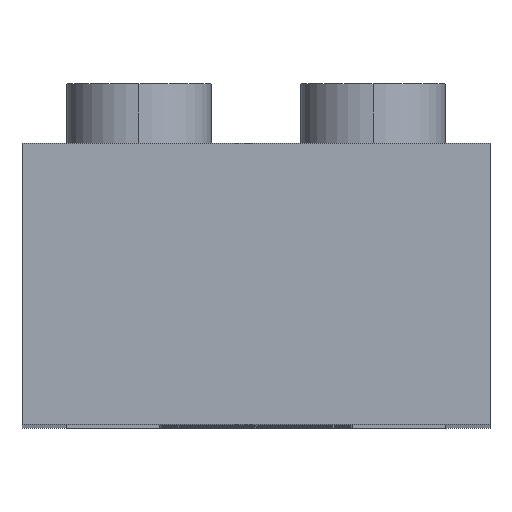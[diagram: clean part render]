
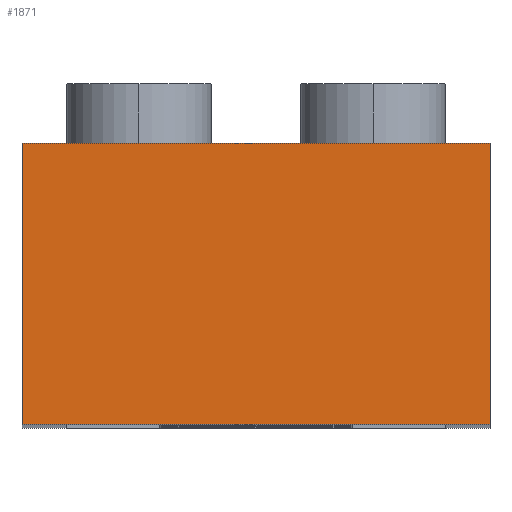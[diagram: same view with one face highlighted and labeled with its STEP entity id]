
A CAD part, top view. The second image highlights one B-rep face of the part: STEP entity #1871.
In plain terms, the highlighted planar face has unit normal (0, 0, 1).
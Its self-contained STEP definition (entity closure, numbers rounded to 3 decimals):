
#46 = EDGE_CURVE ( 'NONE', #86, #1057, #1396, .T. ) ;
#81 = LINE ( 'NONE', #249, #2151 ) ;
#86 = VERTEX_POINT ( 'NONE', #1614 ) ;
#112 = DIRECTION ( 'NONE',  ( -1., 0., 0. ) ) ;
#212 = VECTOR ( 'NONE', #1168, 1000. ) ;
#249 = CARTESIAN_POINT ( 'NONE',  ( 15.8, 4.75, 0. ) ) ;
#320 = CARTESIAN_POINT ( 'NONE',  ( 15.8, -4.75, 0. ) ) ;
#370 = ORIENTED_EDGE ( 'NONE', *, *, #2813, .T. ) ;
#665 = DIRECTION ( 'NONE',  ( 1., 0., 0. ) ) ;
#676 = CARTESIAN_POINT ( 'NONE',  ( 15.8, 4.75, 0. ) ) ;
#756 = EDGE_CURVE ( 'NONE', #86, #780, #2086, .T. ) ;
#768 = ORIENTED_EDGE ( 'NONE', *, *, #46, .T. ) ;
#780 = VERTEX_POINT ( 'NONE', #676 ) ;
#890 = LINE ( 'NONE', #2088, #1979 ) ;
#909 = ORIENTED_EDGE ( 'NONE', *, *, #756, .F. ) ;
#916 = EDGE_LOOP ( 'NONE', ( #370, #1770, #909, #768 ) ) ;
#1057 = VERTEX_POINT ( 'NONE', #1814 ) ;
#1168 = DIRECTION ( 'NONE',  ( 1., 0., 0. ) ) ;
#1275 = PLANE ( 'NONE',  #1321 ) ;
#1305 = CARTESIAN_POINT ( 'NONE',  ( 15.8, 4.75, 0. ) ) ;
#1321 = AXIS2_PLACEMENT_3D ( 'NONE', #1305, #1797, #112 ) ;
#1396 = LINE ( 'NONE', #1643, #1854 ) ;
#1477 = EDGE_CURVE ( 'NONE', #780, #2269, #81, .T. ) ;
#1603 = CARTESIAN_POINT ( 'NONE',  ( 15.8, 4.75, 0. ) ) ;
#1614 = CARTESIAN_POINT ( 'NONE',  ( 0., 4.75, 0. ) ) ;
#1643 = CARTESIAN_POINT ( 'NONE',  ( 0., 4.75, 0. ) ) ;
#1770 = ORIENTED_EDGE ( 'NONE', *, *, #1477, .F. ) ;
#1797 = DIRECTION ( 'NONE',  ( 0., 0., -1. ) ) ;
#1813 = DIRECTION ( 'NONE',  ( 0., -1., 0. ) ) ;
#1814 = CARTESIAN_POINT ( 'NONE',  ( 0., -4.75, 0. ) ) ;
#1854 = VECTOR ( 'NONE', #1813, 1000. ) ;
#1871 = ADVANCED_FACE ( 'NONE', ( #2751 ), #1275, .F. ) ;
#1979 = VECTOR ( 'NONE', #665, 1000. ) ;
#2086 = LINE ( 'NONE', #1603, #212 ) ;
#2088 = CARTESIAN_POINT ( 'NONE',  ( 15.8, -4.75, 0. ) ) ;
#2151 = VECTOR ( 'NONE', #2876, 1000. ) ;
#2269 = VERTEX_POINT ( 'NONE', #320 ) ;
#2751 = FACE_OUTER_BOUND ( 'NONE', #916, .T. ) ;
#2813 = EDGE_CURVE ( 'NONE', #1057, #2269, #890, .T. ) ;
#2876 = DIRECTION ( 'NONE',  ( 0., -1., 0. ) ) ;
